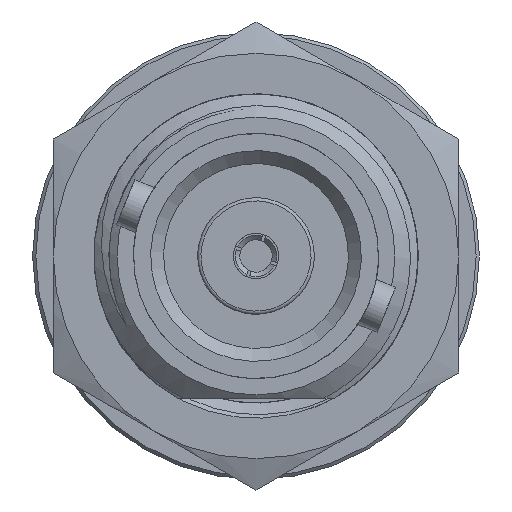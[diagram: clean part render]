
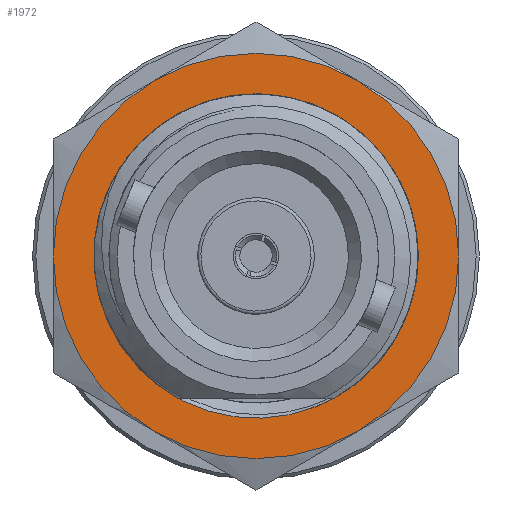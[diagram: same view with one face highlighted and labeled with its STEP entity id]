
A CAD part, left-side view. The second image highlights one B-rep face of the part: STEP entity #1972.
In plain terms, the highlighted planar face has unit normal (-1, 0, 0).
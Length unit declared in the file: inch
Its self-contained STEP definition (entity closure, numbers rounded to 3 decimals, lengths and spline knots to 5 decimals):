
#68 = CIRCLE ( 'NONE', #970, 0.3125 ) ;
#384 = CARTESIAN_POINT ( 'NONE',  ( 0.48452, -0.3125, 0. ) ) ;
#649 = PLANE ( 'NONE',  #2222 ) ;
#970 = AXIS2_PLACEMENT_3D ( 'NONE', #5730, #16813, #990 ) ;
#981 = EDGE_CURVE ( 'NONE', #15882, #1520, #5347, .T. ) ;
#990 = DIRECTION ( 'NONE',  ( 0., 0., 1. ) ) ;
#1223 = CARTESIAN_POINT ( 'NONE',  ( 0.48452, -0.15625, -0.27063 ) ) ;
#1488 = VERTEX_POINT ( 'NONE', #3044 ) ;
#1520 = VERTEX_POINT ( 'NONE', #1223 ) ;
#1972 = ADVANCED_FACE ( 'NONE', ( #10331, #16140 ), #649, .T. ) ;
#2222 = AXIS2_PLACEMENT_3D ( 'NONE', #3898, #15167, #7281 ) ;
#2395 = CIRCLE ( 'NONE', #4991, 0.3125 ) ;
#2522 = ORIENTED_EDGE ( 'NONE', *, *, #4088, .T. ) ;
#3044 = CARTESIAN_POINT ( 'NONE',  ( 0.48452, -0.15625, 0.27063 ) ) ;
#3304 = CIRCLE ( 'NONE', #18987, 0.3125 ) ;
#3369 = CARTESIAN_POINT ( 'NONE',  ( 0.48452, 0., 0. ) ) ;
#3577 = CARTESIAN_POINT ( 'NONE',  ( 0.48452, 0., 0.25015 ) ) ;
#3809 = ORIENTED_EDGE ( 'NONE', *, *, #10720, .T. ) ;
#3898 = CARTESIAN_POINT ( 'NONE',  ( 0.48452, 0., 0. ) ) ;
#4088 = EDGE_CURVE ( 'NONE', #5561, #15882, #3304, .T. ) ;
#4349 = EDGE_CURVE ( 'NONE', #6619, #6619, #5606, .T. ) ;
#4846 = DIRECTION ( 'NONE',  ( 0., 0., 1. ) ) ;
#4991 = AXIS2_PLACEMENT_3D ( 'NONE', #20875, #16063, #9564 ) ;
#5347 = CIRCLE ( 'NONE', #8981, 0.3125 ) ;
#5467 = CIRCLE ( 'NONE', #16490, 0.3125 ) ;
#5561 = VERTEX_POINT ( 'NONE', #7247 ) ;
#5606 = CIRCLE ( 'NONE', #20710, 0.25015 ) ;
#5730 = CARTESIAN_POINT ( 'NONE',  ( 0.48452, 0., 0. ) ) ;
#5791 = ORIENTED_EDGE ( 'NONE', *, *, #16660, .T. ) ;
#5902 = CIRCLE ( 'NONE', #12192, 0.3125 ) ;
#6619 = VERTEX_POINT ( 'NONE', #3577 ) ;
#6717 = CARTESIAN_POINT ( 'NONE',  ( 0.48452, 0.15625, 0.27063 ) ) ;
#7247 = CARTESIAN_POINT ( 'NONE',  ( 0.48452, 0.3125, 0. ) ) ;
#7281 = DIRECTION ( 'NONE',  ( 0., 0., 1. ) ) ;
#7826 = VERTEX_POINT ( 'NONE', #6717 ) ;
#7946 = ORIENTED_EDGE ( 'NONE', *, *, #12941, .T. ) ;
#8105 = DIRECTION ( 'NONE',  ( -1., 0., 0. ) ) ;
#8312 = CARTESIAN_POINT ( 'NONE',  ( 0.48452, 0., 0. ) ) ;
#8712 = DIRECTION ( 'NONE',  ( 0., 0., 1. ) ) ;
#8981 = AXIS2_PLACEMENT_3D ( 'NONE', #16474, #16543, #13217 ) ;
#9529 = ORIENTED_EDGE ( 'NONE', *, *, #4349, .F. ) ;
#9564 = DIRECTION ( 'NONE',  ( 0., 0., 1. ) ) ;
#9768 = DIRECTION ( 'NONE',  ( -1., 0., 0. ) ) ;
#9878 = VERTEX_POINT ( 'NONE', #384 ) ;
#9974 = DIRECTION ( 'NONE',  ( 0., 0., 1. ) ) ;
#9998 = EDGE_LOOP ( 'NONE', ( #7946, #14310, #2522, #20679, #5791, #3809 ) ) ;
#10331 = FACE_BOUND ( 'NONE', #13363, .T. ) ;
#10720 = EDGE_CURVE ( 'NONE', #9878, #1488, #2395, .T. ) ;
#10927 = DIRECTION ( 'NONE',  ( -1., 0., 0. ) ) ;
#12192 = AXIS2_PLACEMENT_3D ( 'NONE', #18289, #18071, #8712 ) ;
#12941 = EDGE_CURVE ( 'NONE', #1488, #7826, #5467, .T. ) ;
#13217 = DIRECTION ( 'NONE',  ( 0., 0., 1. ) ) ;
#13363 = EDGE_LOOP ( 'NONE', ( #9529 ) ) ;
#14310 = ORIENTED_EDGE ( 'NONE', *, *, #16766, .T. ) ;
#15167 = DIRECTION ( 'NONE',  ( -1., 0., 0. ) ) ;
#15882 = VERTEX_POINT ( 'NONE', #18930 ) ;
#16063 = DIRECTION ( 'NONE',  ( -1., 0., 0. ) ) ;
#16140 = FACE_OUTER_BOUND ( 'NONE', #9998, .T. ) ;
#16474 = CARTESIAN_POINT ( 'NONE',  ( 0.48452, 0., 0. ) ) ;
#16490 = AXIS2_PLACEMENT_3D ( 'NONE', #8312, #8105, #4846 ) ;
#16543 = DIRECTION ( 'NONE',  ( -1., 0., 0. ) ) ;
#16660 = EDGE_CURVE ( 'NONE', #1520, #9878, #5902, .T. ) ;
#16766 = EDGE_CURVE ( 'NONE', #7826, #5561, #68, .T. ) ;
#16813 = DIRECTION ( 'NONE',  ( -1., 0., 0. ) ) ;
#17273 = DIRECTION ( 'NONE',  ( 0., 0., 1. ) ) ;
#18071 = DIRECTION ( 'NONE',  ( -1., 0., 0. ) ) ;
#18289 = CARTESIAN_POINT ( 'NONE',  ( 0.48452, 0., 0. ) ) ;
#18930 = CARTESIAN_POINT ( 'NONE',  ( 0.48452, 0.15625, -0.27063 ) ) ;
#18987 = AXIS2_PLACEMENT_3D ( 'NONE', #20389, #10927, #17273 ) ;
#20389 = CARTESIAN_POINT ( 'NONE',  ( 0.48452, 0., 0. ) ) ;
#20679 = ORIENTED_EDGE ( 'NONE', *, *, #981, .T. ) ;
#20710 = AXIS2_PLACEMENT_3D ( 'NONE', #3369, #9768, #9974 ) ;
#20875 = CARTESIAN_POINT ( 'NONE',  ( 0.48452, 0., 0. ) ) ;
